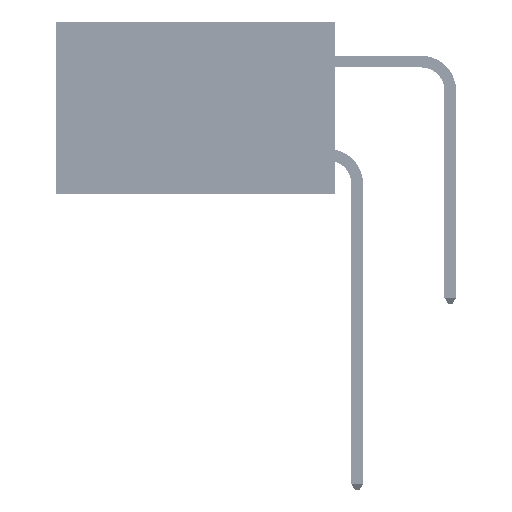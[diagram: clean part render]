
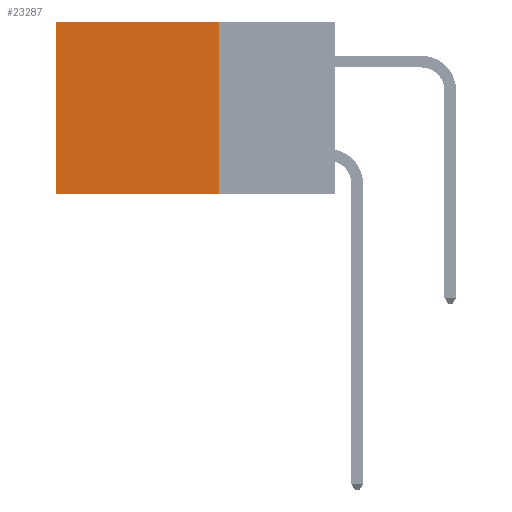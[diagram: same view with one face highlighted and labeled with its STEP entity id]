
A CAD part, left-side view. The second image highlights one B-rep face of the part: STEP entity #23287.
In plain terms, the highlighted planar face has unit normal (-1, 0, 0).
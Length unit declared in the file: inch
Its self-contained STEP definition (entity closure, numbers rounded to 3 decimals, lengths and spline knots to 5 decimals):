
#1092 = EDGE_CURVE ( 'NONE', #41528, #20257, #19767, .T. ) ;
#3208 = VERTEX_POINT ( 'NONE', #39416 ) ;
#3949 = CARTESIAN_POINT ( 'NONE',  ( 0.2875, 0.25, 0. ) ) ;
#7328 = ORIENTED_EDGE ( 'NONE', *, *, #1092, .T. ) ;
#7732 = CARTESIAN_POINT ( 'NONE',  ( 0.2875, 0.25, 0. ) ) ;
#8220 = VECTOR ( 'NONE', #30613, 39.37008 ) ;
#8839 = VECTOR ( 'NONE', #38726, 39.37008 ) ;
#9142 = EDGE_CURVE ( 'NONE', #41528, #3208, #17432, .T. ) ;
#10739 = CARTESIAN_POINT ( 'NONE',  ( 0.2875, 0.25, 0. ) ) ;
#11248 = PLANE ( 'NONE',  #20010 ) ;
#11305 = DIRECTION ( 'NONE',  ( 0., 1., 0. ) ) ;
#12815 = EDGE_LOOP ( 'NONE', ( #42285, #34571, #26530, #7328 ) ) ;
#13143 = VERTEX_POINT ( 'NONE', #29784 ) ;
#13522 = DIRECTION ( 'NONE',  ( 0., 1., 0. ) ) ;
#14452 = DIRECTION ( 'NONE',  ( 0., 0., -1. ) ) ;
#15383 = VECTOR ( 'NONE', #13522, 39.37008 ) ;
#16438 = EDGE_CURVE ( 'NONE', #3208, #13143, #35544, .T. ) ;
#17432 = LINE ( 'NONE', #38879, #8839 ) ;
#17873 = FACE_OUTER_BOUND ( 'NONE', #12815, .T. ) ;
#19767 = LINE ( 'NONE', #3949, #35863 ) ;
#20010 = AXIS2_PLACEMENT_3D ( 'NONE', #7732, #43878, #14452 ) ;
#20257 = VERTEX_POINT ( 'NONE', #36078 ) ;
#20571 = CARTESIAN_POINT ( 'NONE',  ( 0.2875, 0.25, -0.37 ) ) ;
#23287 = ADVANCED_FACE ( 'NONE', ( #17873 ), #11248, .F. ) ;
#24305 = LINE ( 'NONE', #38168, #8220 ) ;
#26530 = ORIENTED_EDGE ( 'NONE', *, *, #9142, .F. ) ;
#28467 = EDGE_CURVE ( 'NONE', #20257, #13143, #24305, .T. ) ;
#29784 = CARTESIAN_POINT ( 'NONE',  ( 0.2875, 0.6, -0.37 ) ) ;
#30613 = DIRECTION ( 'NONE',  ( 0., 0., -1. ) ) ;
#34571 = ORIENTED_EDGE ( 'NONE', *, *, #16438, .F. ) ;
#35544 = LINE ( 'NONE', #20571, #15383 ) ;
#35863 = VECTOR ( 'NONE', #11305, 39.37008 ) ;
#36078 = CARTESIAN_POINT ( 'NONE',  ( 0.2875, 0.6, 0. ) ) ;
#38168 = CARTESIAN_POINT ( 'NONE',  ( 0.2875, 0.6, 0. ) ) ;
#38726 = DIRECTION ( 'NONE',  ( 0., 0., -1. ) ) ;
#38879 = CARTESIAN_POINT ( 'NONE',  ( 0.2875, 0.25, 0. ) ) ;
#39416 = CARTESIAN_POINT ( 'NONE',  ( 0.2875, 0.25, -0.37 ) ) ;
#41528 = VERTEX_POINT ( 'NONE', #10739 ) ;
#42285 = ORIENTED_EDGE ( 'NONE', *, *, #28467, .T. ) ;
#43878 = DIRECTION ( 'NONE',  ( 1., 0., 0. ) ) ;
